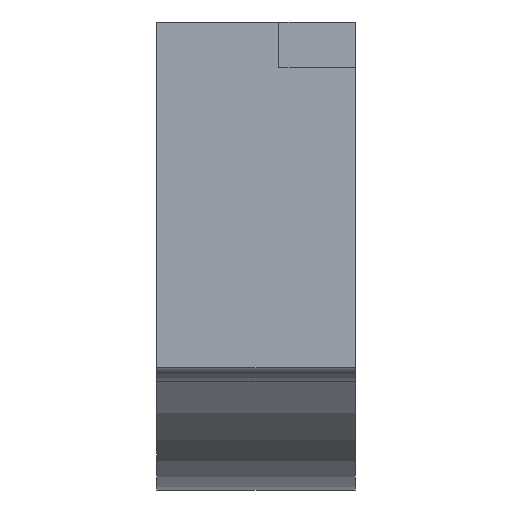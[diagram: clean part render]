
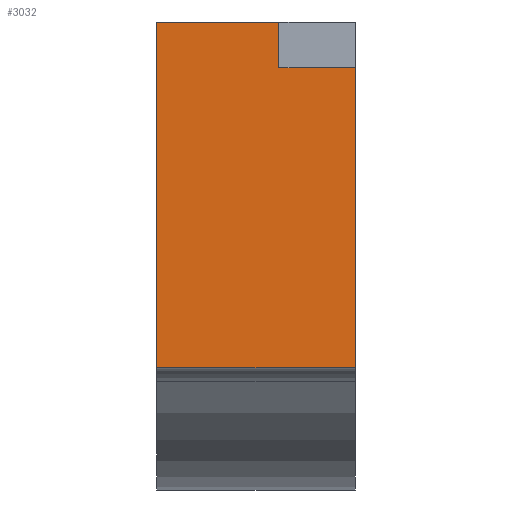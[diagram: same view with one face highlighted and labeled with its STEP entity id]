
A CAD part, front view. The second image highlights one B-rep face of the part: STEP entity #3032.
In plain terms, the highlighted planar face has unit normal (0, -1, 0).
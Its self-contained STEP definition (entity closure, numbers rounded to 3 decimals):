
#245=DIRECTION('',(0.,0.,-1.));
#246=VECTOR('',#245,22.6);
#247=CARTESIAN_POINT('',(0.,-62.,0.));
#248=LINE('',#247,#246);
#605=DIRECTION('',(0.,0.,-1.));
#606=VECTOR('',#605,19.6);
#607=CARTESIAN_POINT('',(13.,-62.,-3.));
#608=LINE('',#607,#606);
#1090=DIRECTION('',(-1.,0.,0.));
#1091=VECTOR('',#1090,5.);
#1092=CARTESIAN_POINT('',(13.,-62.,-3.));
#1093=LINE('',#1092,#1091);
#1094=DIRECTION('',(1.,0.,0.));
#1095=VECTOR('',#1094,13.);
#1096=CARTESIAN_POINT('',(0.,-62.,-22.6));
#1097=LINE('',#1096,#1095);
#1098=DIRECTION('',(1.,0.,0.));
#1099=VECTOR('',#1098,8.);
#1100=CARTESIAN_POINT('',(0.,-62.,0.));
#1101=LINE('',#1100,#1099);
#1102=DIRECTION('',(0.,0.,-1.));
#1103=VECTOR('',#1102,3.);
#1104=CARTESIAN_POINT('',(8.,-62.,0.));
#1105=LINE('',#1104,#1103);
#1479=CARTESIAN_POINT('',(0.,-62.,0.));
#1480=VERTEX_POINT('',#1479);
#1543=CARTESIAN_POINT('',(0.,-62.,-22.6));
#1544=VERTEX_POINT('',#1543);
#1547=CARTESIAN_POINT('',(13.,-62.,-22.6));
#1548=VERTEX_POINT('',#1547);
#1569=CARTESIAN_POINT('',(8.,-62.,-3.));
#1571=VERTEX_POINT('',#1569);
#1577=CARTESIAN_POINT('',(13.,-62.,-3.));
#1578=VERTEX_POINT('',#1577);
#1581=CARTESIAN_POINT('',(8.,-62.,0.));
#1582=VERTEX_POINT('',#1581);
#3019=CARTESIAN_POINT('',(0.,-62.,0.));
#3020=DIRECTION('',(0.,-1.,0.));
#3021=DIRECTION('',(0.,0.,-1.));
#3022=AXIS2_PLACEMENT_3D('',#3019,#3020,#3021);
#3023=PLANE('',#3022);
#3024=ORIENTED_EDGE('',*,*,#3002,.F.);
#3025=ORIENTED_EDGE('',*,*,#2307,.T.);
#3026=ORIENTED_EDGE('',*,*,#2251,.F.);
#3027=ORIENTED_EDGE('',*,*,#1654,.F.);
#3028=ORIENTED_EDGE('',*,*,#2750,.T.);
#3029=ORIENTED_EDGE('',*,*,#2985,.T.);
#3030=EDGE_LOOP('',(#3024,#3025,#3026,#3027,#3028,#3029));
#3031=FACE_OUTER_BOUND('',#3030,.F.);
#3032=ADVANCED_FACE('',(#3031),#3023,.T.);
#1654=EDGE_CURVE('',#1480,#1544,#248,.T.);
#2251=EDGE_CURVE('',#1544,#1548,#1097,.T.);
#2307=EDGE_CURVE('',#1578,#1548,#608,.T.);
#2750=EDGE_CURVE('',#1480,#1582,#1101,.T.);
#2985=EDGE_CURVE('',#1582,#1571,#1105,.T.);
#3002=EDGE_CURVE('',#1578,#1571,#1093,.T.);
